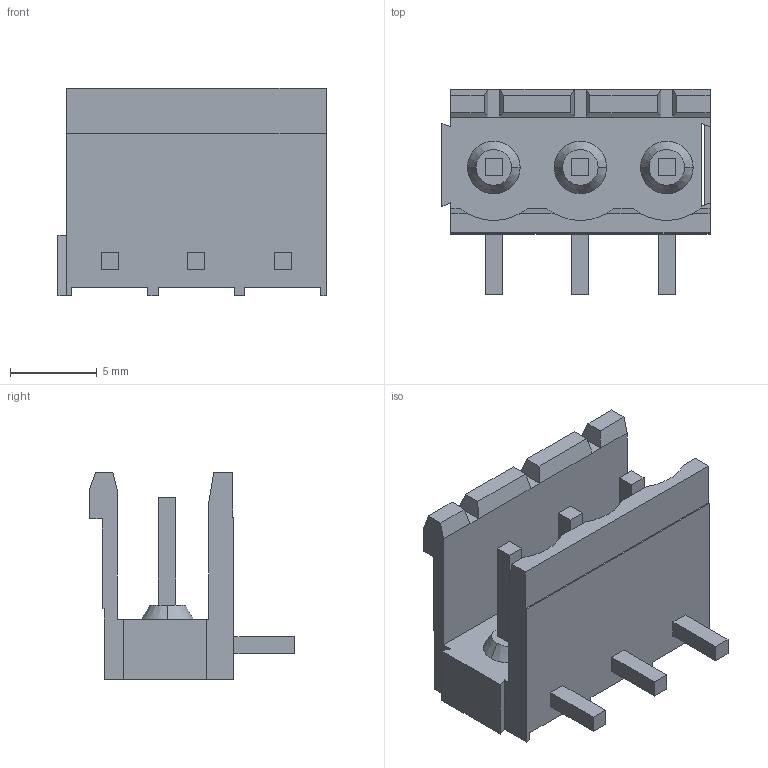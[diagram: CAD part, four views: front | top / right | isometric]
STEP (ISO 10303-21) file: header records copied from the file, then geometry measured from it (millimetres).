
FILE_DESCRIPTION((''),'2;1');
FILE_NAME('C-282811-3','2008-10-20T',('workeradm'),('Tyco Electronics Corporation'),'PRO/ENGINEER BY PARAMETRIC TECHNOLOGY CORPORATION, 2005450','PRO/ENGINEER BY PARAMETRIC TECHNOLOGY CORPORATION, 2005450','');
FILE_SCHEMA(('CONFIG_CONTROL_DESIGN', 'GEOMETRIC_VALIDATION_PROPERTIES_MIM'));
Length unit declared in the file: millimetre
Products named in the file (1): C-282811-3
Bounding box: 15.5 x 11.85 x 12 mm (x, y, z)
Volume: 652.6 mm3; surface area: 1109.8 mm2
Topology: 1 solids, 1 shells, 105 faces, 274 edges, 178 vertices
Faces by surface type: plane 96, cone 6, cylinder 3
Entity records: 4118 total; most frequent: CARTESIAN_POINT 570, ORIENTED_EDGE 548, DIRECTION 496, PRESENTATION_STYLE_ASSIGNMENT 275, STYLED_ITEM 275, CURVE_STYLE 274, EDGE_CURVE 274, VECTOR 250
